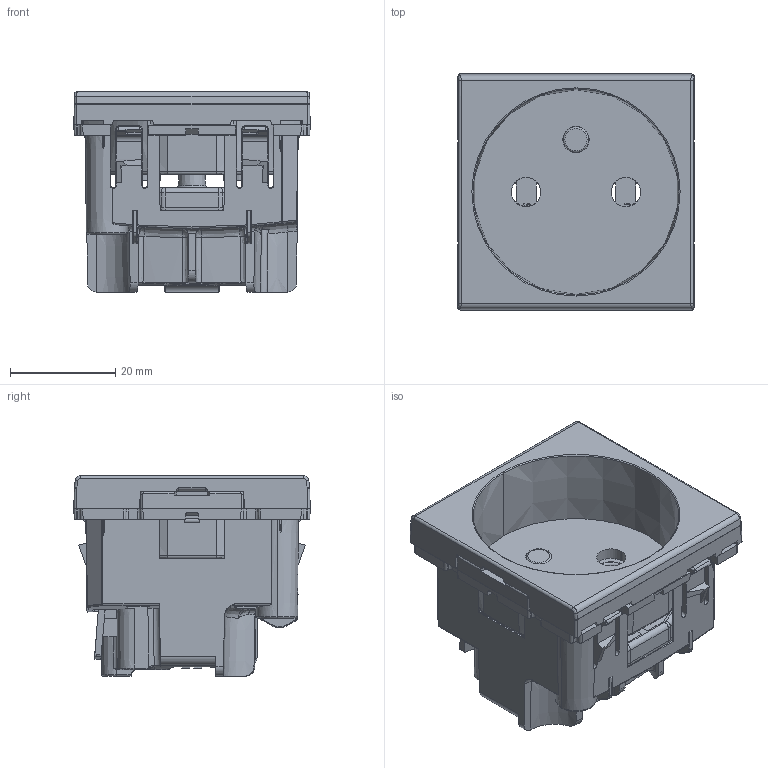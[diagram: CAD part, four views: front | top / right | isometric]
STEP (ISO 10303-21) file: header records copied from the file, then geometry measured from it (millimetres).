
FILE_DESCRIPTION(('CATIA V5 STEP Exchange','CAx-IF Rec.Pracs.--- Model Styling and Organization---1.4--- 2014-01-23'),'2;1');
FILE_NAME('077110.stp','2021-03-18T14:05:16+00:00',('none'),('none'),'CATIA Version 5-6 Release 2017 SP5','CATIA V5 STEP AP214','none');
FILE_SCHEMA(('AUTOMOTIVE_DESIGN { 1 0 10303 214 1 1 1 1 }'));
Products named in the file (1): 077110
Bounding box: 45 x 45 x 38.15 mm (x, y, z)
Volume: 15722 mm3; surface area: 28074.7 mm2
Topology: 3 solids, 3 shells, 5004 faces, 14654 edges, 9657 vertices
Faces by surface type: plane 3981, cylinder 401, cone 230, bspline 222, torus 84, extrusion 58, sphere 28
Entity records: 177990 total; most frequent: CARTESIAN_POINT 48371, ORIENTED_EDGE 29254, DIRECTION 20502, EDGE_CURVE 14627, VECTOR 11260, LINE 11202, VERTEX_POINT 9657, EDGE_LOOP 5098
